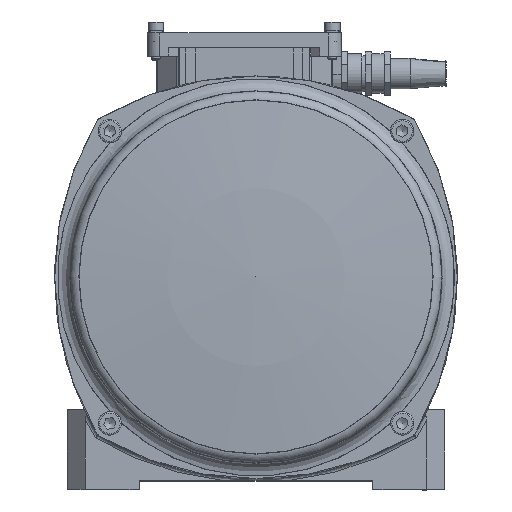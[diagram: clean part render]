
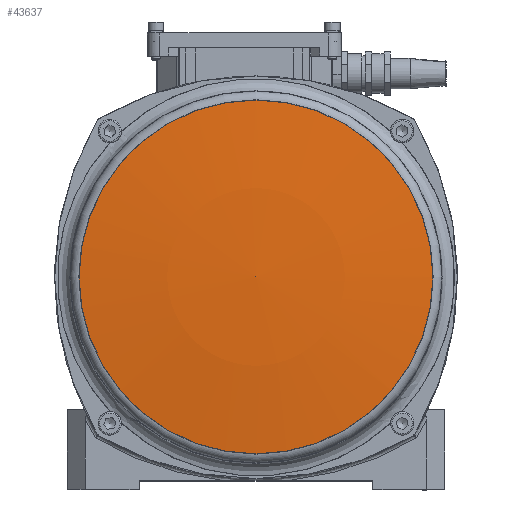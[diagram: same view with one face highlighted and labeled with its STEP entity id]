
A CAD part, top view. The second image highlights one B-rep face of the part: STEP entity #43637.
In plain terms, the highlighted spherical face has radius 951.5 mm.
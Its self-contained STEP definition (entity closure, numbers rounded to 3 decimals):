
#43621=CARTESIAN_POINT('',(0.,-1.25,-732.7));
#43622=DIRECTION('',(0.0,0.0,1.0));
#43623=DIRECTION('',(1.0,0.0,0.0));
#43624=AXIS2_PLACEMENT_3D('',#43621,#43622,#43623);
#43625=SPHERICAL_SURFACE('',#43624,951.5);
#43626=CARTESIAN_POINT('',(0.,-99.82,213.681));
#43627=VERTEX_POINT('',#43626);
#43628=CARTESIAN_POINT('',(0.,-1.25,213.681));
#43629=DIRECTION('',(0.0,0.0,-1.0));
#43630=DIRECTION('',(0.0,1.0,0.0));
#43631=AXIS2_PLACEMENT_3D('',#43628,#43629,#43630);
#43632=CIRCLE('',#43631,98.57);
#43633=EDGE_CURVE('',#43627,#43627,#43632,.T.);
#43634=ORIENTED_EDGE('',*,*,#43633,.F.);
#43635=EDGE_LOOP('',(#43634));
#43636=FACE_OUTER_BOUND('',#43635,.T.);
#43637=ADVANCED_FACE('',(#43636),#43625,.T.);
